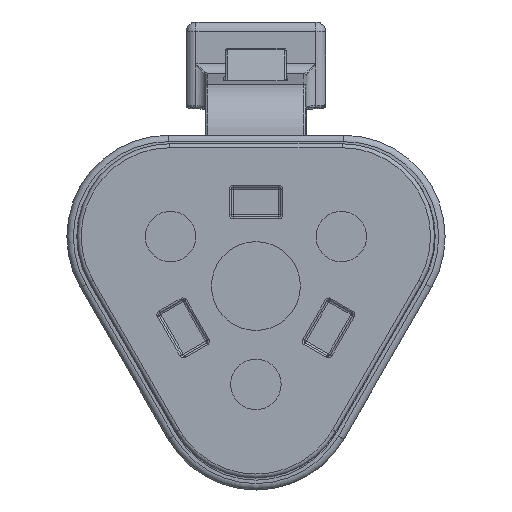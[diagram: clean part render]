
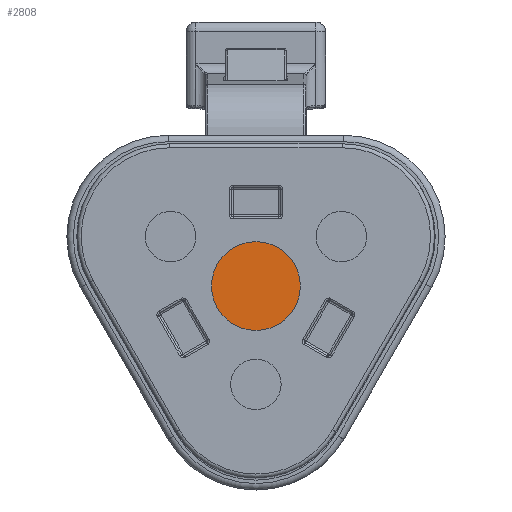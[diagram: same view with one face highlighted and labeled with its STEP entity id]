
A CAD part, front view. The second image highlights one B-rep face of the part: STEP entity #2808.
In plain terms, the highlighted planar face has unit normal (0, -1, 0).
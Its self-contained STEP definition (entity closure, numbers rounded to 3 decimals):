
#1738=CIRCLE('',#16669,2.25);
#2808=ADVANCED_FACE('',(#3990),#3177,.T.);
#3177=PLANE('',#16670);
#3990=FACE_OUTER_BOUND('',#5033,.T.);
#5033=EDGE_LOOP('',(#10792));
#10792=ORIENTED_EDGE('',*,*,#14826,.F.);
#12784=VERTEX_POINT('',#34310);
#14826=EDGE_CURVE('',#12784,#12784,#1738,.T.);
#16669=AXIS2_PLACEMENT_3D('',#34309,#20485,#20486);
#16670=AXIS2_PLACEMENT_3D('',#34311,#20487,#20488);
#20485=DIRECTION('',(0.,1.,0.));
#20486=DIRECTION('',(1.,0.,0.));
#20487=DIRECTION('',(0.,-1.,0.));
#20488=DIRECTION('',(0.,0.,-1.));
#34309=CARTESIAN_POINT('',(0.,7.9,0.129));
#34310=CARTESIAN_POINT('',(2.25,7.9,0.129));
#34311=CARTESIAN_POINT('',(0.,7.9,0.129));
